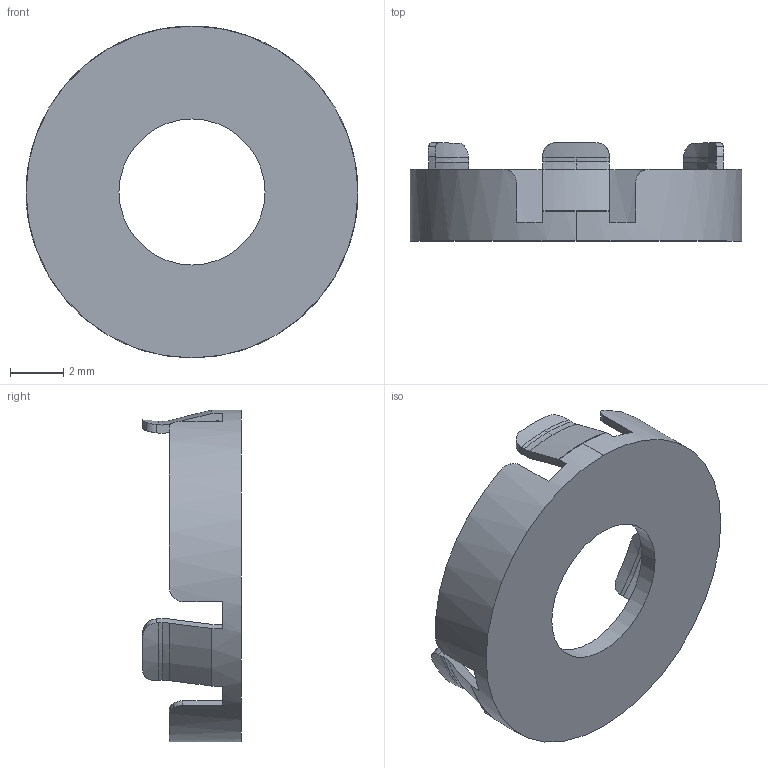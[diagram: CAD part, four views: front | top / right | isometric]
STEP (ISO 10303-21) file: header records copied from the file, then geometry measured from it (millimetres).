
FILE_DESCRIPTION (( 'STEP AP214' ), '1' );
FILE_NAME ('100001020576.STEP', '2025-11-04T06:32:35', ( 'Microsoft' ), ( 'Microsoft' ), 'SwSTEP 2.0', 'SolidWorks 2025', '' );
FILE_SCHEMA (( 'AUTOMOTIVE_DESIGN' ));
Length unit declared in the file: inch
Products named in the file (1): 100001020576
Bounding box: 12.5 x 3.7 x 12.5 mm (x, y, z)
Volume: 90.7 mm3; surface area: 389 mm2
Topology: 1 solids, 1 shells, 96 faces, 278 edges, 184 vertices
Faces by surface type: cylinder 36, bspline 28, plane 20, cone 12
Entity records: 3741 total; most frequent: CARTESIAN_POINT 1457, ORIENTED_EDGE 556, DIRECTION 388, EDGE_CURVE 278, VERTEX_POINT 184, AXIS2_PLACEMENT_3D 155, EDGE_LOOP 98, FACE_OUTER_BOUND 96
